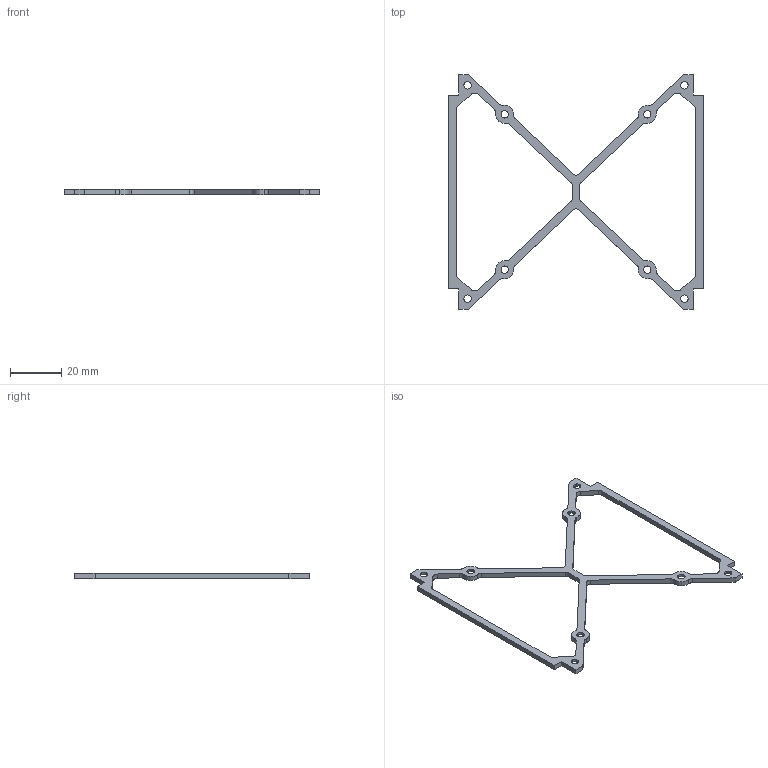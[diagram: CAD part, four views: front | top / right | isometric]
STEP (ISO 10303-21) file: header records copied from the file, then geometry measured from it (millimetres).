
FILE_DESCRIPTION (( 'STEP AP214' ), '1' );
FILE_NAME ('俋遺.STEP', '2022-05-21T11:03:29', ( '' ), ( '' ), 'SwSTEP 2.0', 'SolidWorks 2020', '' );
FILE_SCHEMA (( 'AUTOMOTIVE_DESIGN' ));
Length unit declared in the file: millimetre
Products named in the file (1): 俋遺
Bounding box: 100 x 92 x 2 mm (x, y, z)
Volume: 2720.1 mm3; surface area: 4597.3 mm2
Topology: 1 solids, 1 shells, 118 faces, 332 edges, 216 vertices
Faces by surface type: cylinder 62, plane 40, cone 16
Entity records: 3922 total; most frequent: DIRECTION 710, CARTESIAN_POINT 667, ORIENTED_EDGE 664, EDGE_CURVE 332, AXIS2_PLACEMENT_3D 259, VERTEX_POINT 216, LINE 192, VECTOR 192
